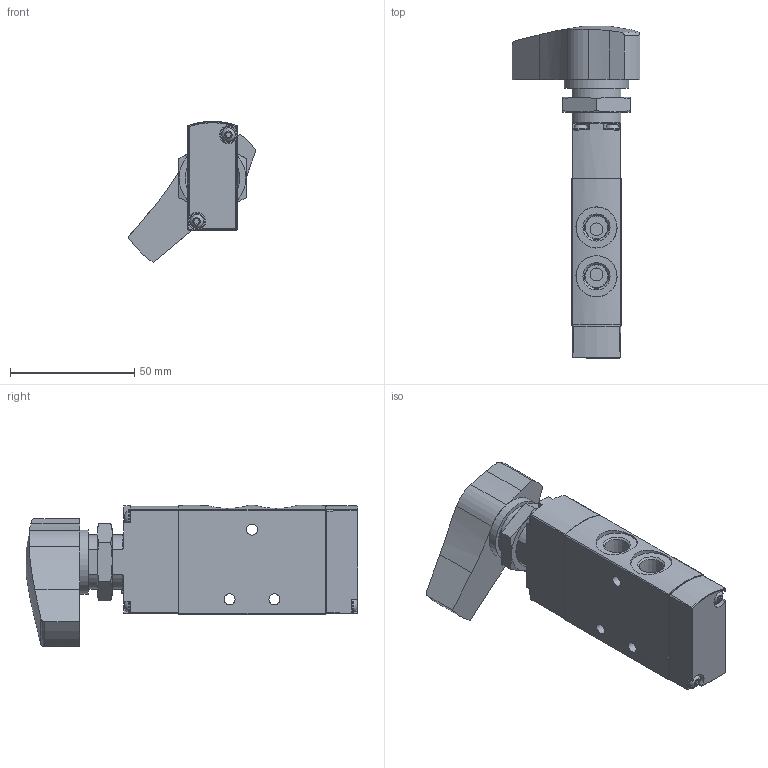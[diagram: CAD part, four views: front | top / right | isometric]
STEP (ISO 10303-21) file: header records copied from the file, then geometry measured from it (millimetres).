
FILE_DESCRIPTION(/* description */ ('STEP AP214'),/* implementation_level */ '2;1');
FILE_NAME(/* name */ '8080990_VHEF-E-P53E-M-N18',/* time_stamp */ '2024-09-16T12:37:22+02:00',/* author */ ('License CC BY-ND 4.0'),/* organization */ ('CADENAS'),/* preprocessor_version */ 'ST-DEVELOPER v19.3',/* originating_system */ 'PARTsolutions',/* authorisation */ ' ');
FILE_SCHEMA (('AUTOMOTIVE_DESIGN {1 0 10303 214 3 1 1}'));
Length unit declared in the file: millimetre
Products named in the file (5): 8080990 VHEF-E-P53E-M-N18; 8037724 VXEF-X-B53E-N18_valve---(7); 8080930 VHEF; 4109260 VHEF-ES; 337143 VAL-1/8-10 M22X1.5-6-27
Assembly tree (4 placements, depth 2):
  8080990 VHEF-E-P53E-M-N18
    8037724 VXEF-X-B53E-N18_valve---(7)
    8080930 VHEF
    4109260 VHEF-ES
    337143 VAL-1/8-10 M22X1.5-6-27
Bounding box: 51.39 x 133.3 x 56.65 mm (x, y, z)
Volume: 97069 mm3; surface area: 31601.1 mm2
Topology: 4 solids, 4 shells, 325 faces, 799 edges, 526 vertices
Faces by surface type: cylinder 159, plane 109, cone 34, torus 21, sphere 2
Full cylindrical faces by diameter (mm): 2.459 x4, 3 x4, 4.4 x3, 5.2 x4, 5.925 x1, 6.8 x6, 9.7 x1, 16.5 x2, 17.1 x1, 20.376 x1, 22.7 x1, 26 x1
Entity records: 10281 total; most frequent: CARTESIAN_POINT 1748, DIRECTION 1692, ORIENTED_EDGE 1402, AXIS2_PLACEMENT_3D 713, EDGE_CURVE 701, VERTEX_POINT 509, FACE_BOUND 458, EDGE_LOOP 454
